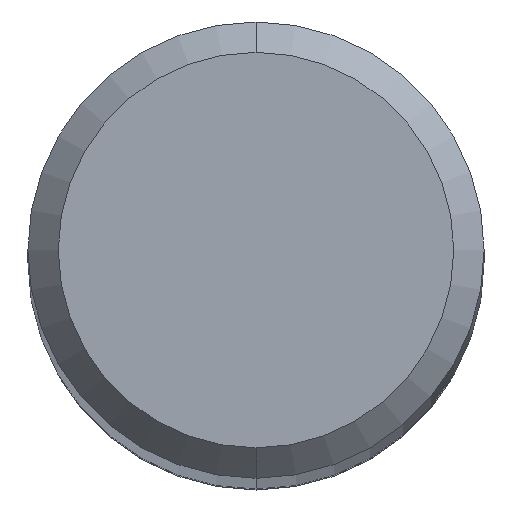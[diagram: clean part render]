
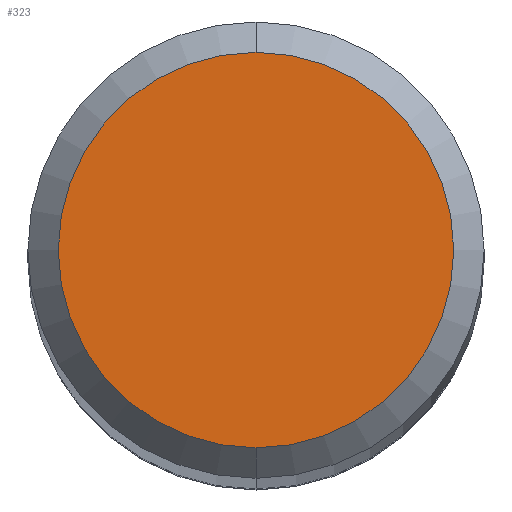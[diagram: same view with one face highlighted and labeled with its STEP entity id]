
A CAD part, top view. The second image highlights one B-rep face of the part: STEP entity #323.
In plain terms, the highlighted planar face has unit normal (0, 0, 1).
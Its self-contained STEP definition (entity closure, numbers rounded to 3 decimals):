
#311=VERTEX_POINT('',#638);
#323=ADVANCED_FACE('',(#651),#652,.T.);
#397=VERTEX_POINT('',#734);
#439=EDGE_CURVE('',#397,#311,#778,.T.);
#463=EDGE_CURVE('',#311,#397,#808,.T.);
#638=CARTESIAN_POINT('',(0.0,2.6,0.0));
#651=FACE_OUTER_BOUND('',#1106,.T.);
#652=PLANE('',#1107);
#734=CARTESIAN_POINT('',(0.,-2.6,0.0));
#778=CIRCLE('',#1354,2.6);
#808=CIRCLE('',#1415,2.6);
#1106=EDGE_LOOP('',(#1646,#1647));
#1107=AXIS2_PLACEMENT_3D('',#1648,#1649,#1650);
#1354=AXIS2_PLACEMENT_3D('',#1771,#1772,#1773);
#1415=AXIS2_PLACEMENT_3D('',#1826,#1827,#1828);
#1646=ORIENTED_EDGE('',*,*,#463,.F.);
#1647=ORIENTED_EDGE('',*,*,#439,.F.);
#1648=CARTESIAN_POINT('',(0.0,1.3,0.0));
#1649=DIRECTION('',(-0.0,0.0,1.0));
#1650=DIRECTION('',(0.0,-1.0,0.0));
#1771=CARTESIAN_POINT('',(0.0,0.0,0.0));
#1772=DIRECTION('',(0.0,0.0,-1.0));
#1773=DIRECTION('',(0.0,1.0,0.0));
#1826=CARTESIAN_POINT('',(0.0,0.0,0.0));
#1827=DIRECTION('',(0.0,0.0,-1.0));
#1828=DIRECTION('',(0.0,1.0,0.0));
